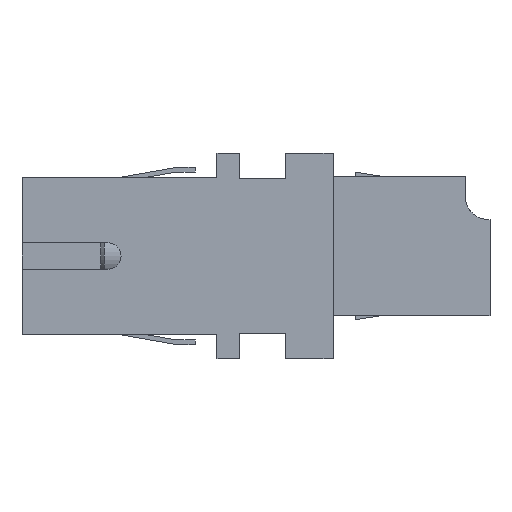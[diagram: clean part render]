
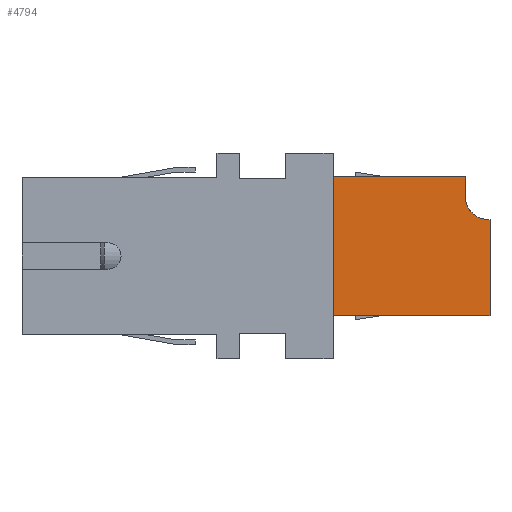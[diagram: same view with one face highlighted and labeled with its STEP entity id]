
A CAD part, left-side view. The second image highlights one B-rep face of the part: STEP entity #4794.
In plain terms, the highlighted planar face has unit normal (-1, 0, 0).
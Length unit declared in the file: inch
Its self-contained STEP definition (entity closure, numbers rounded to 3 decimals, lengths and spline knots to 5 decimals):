
#51 = DIRECTION ( 'NONE',  ( 1., 0., 0. ) ) ;
#212 = DIRECTION ( 'NONE',  ( 0., 0., -1. ) ) ;
#579 = EDGE_CURVE ( 'NONE', #2560, #4415, #3538, .T. ) ;
#618 = ORIENTED_EDGE ( 'NONE', *, *, #2751, .T. ) ;
#771 = VERTEX_POINT ( 'NONE', #4842 ) ;
#809 = VECTOR ( 'NONE', #5930, 39.37008 ) ;
#1077 = DIRECTION ( 'NONE',  ( 0., 1., 0. ) ) ;
#1194 = CARTESIAN_POINT ( 'NONE',  ( -0.14, -0.81, 0.1175 ) ) ;
#1247 = ORIENTED_EDGE ( 'NONE', *, *, #2654, .T. ) ;
#1322 = DIRECTION ( 'NONE',  ( 0., 0., -1. ) ) ;
#1362 = VERTEX_POINT ( 'NONE', #3060 ) ;
#1556 = EDGE_CURVE ( 'NONE', #2560, #2872, #6352, .T. ) ;
#1569 = CARTESIAN_POINT ( 'NONE',  ( -0.14, -0.303, 0.2575 ) ) ;
#1591 = PLANE ( 'NONE',  #5486 ) ;
#1667 = CARTESIAN_POINT ( 'NONE',  ( -0.14, -0.805, 0.1925 ) ) ;
#1862 = ORIENTED_EDGE ( 'NONE', *, *, #579, .F. ) ;
#1969 = CARTESIAN_POINT ( 'NONE',  ( -0.14, -0.73, 0.2575 ) ) ;
#2035 = VECTOR ( 'NONE', #3644, 39.37008 ) ;
#2106 = CARTESIAN_POINT ( 'NONE',  ( -0.14, -0.81, 0.2575 ) ) ;
#2304 = VERTEX_POINT ( 'NONE', #1569 ) ;
#2366 = EDGE_CURVE ( 'NONE', #3514, #2304, #5348, .T. ) ;
#2378 = EDGE_CURVE ( 'NONE', #4415, #771, #6114, .T. ) ;
#2411 = LINE ( 'NONE', #4969, #809 ) ;
#2494 = CARTESIAN_POINT ( 'NONE',  ( -0.14, -0.81, 0.2575 ) ) ;
#2560 = VERTEX_POINT ( 'NONE', #6381 ) ;
#2561 = CARTESIAN_POINT ( 'NONE',  ( -0.14, -0.81, 0.2575 ) ) ;
#2625 = CARTESIAN_POINT ( 'NONE',  ( -0.14, -0.81, -0.1925 ) ) ;
#2654 = EDGE_CURVE ( 'NONE', #2872, #1362, #5320, .T. ) ;
#2751 = EDGE_CURVE ( 'NONE', #1362, #3514, #2411, .T. ) ;
#2872 = VERTEX_POINT ( 'NONE', #2930 ) ;
#2930 = CARTESIAN_POINT ( 'NONE',  ( -0.14, -0.805, 0.1175 ) ) ;
#3060 = CARTESIAN_POINT ( 'NONE',  ( -0.14, -0.73, 0.1925 ) ) ;
#3288 = CARTESIAN_POINT ( 'NONE',  ( -0.14, -0.81, -0.1925 ) ) ;
#3499 = ORIENTED_EDGE ( 'NONE', *, *, #2378, .F. ) ;
#3514 = VERTEX_POINT ( 'NONE', #1969 ) ;
#3538 = LINE ( 'NONE', #2494, #3919 ) ;
#3644 = DIRECTION ( 'NONE',  ( 0., 1., 0. ) ) ;
#3709 = CARTESIAN_POINT ( 'NONE',  ( -0.14, -0.303, 0.2575 ) ) ;
#3867 = EDGE_CURVE ( 'NONE', #2304, #771, #4481, .T. ) ;
#3919 = VECTOR ( 'NONE', #3956, 39.37008 ) ;
#3956 = DIRECTION ( 'NONE',  ( 0., 0., -1. ) ) ;
#4075 = ORIENTED_EDGE ( 'NONE', *, *, #2366, .T. ) ;
#4415 = VERTEX_POINT ( 'NONE', #3288 ) ;
#4481 = LINE ( 'NONE', #3709, #4711 ) ;
#4622 = EDGE_LOOP ( 'NONE', ( #1862, #5695, #1247, #618, #4075, #5987, #3499 ) ) ;
#4711 = VECTOR ( 'NONE', #212, 39.37008 ) ;
#4716 = DIRECTION ( 'NONE',  ( 1., 0., 0. ) ) ;
#4794 = ADVANCED_FACE ( 'NONE', ( #6076 ), #1591, .F. ) ;
#4842 = CARTESIAN_POINT ( 'NONE',  ( -0.14, -0.303, -0.1925 ) ) ;
#4969 = CARTESIAN_POINT ( 'NONE',  ( -0.14, -0.73, 0.2575 ) ) ;
#5037 = DIRECTION ( 'NONE',  ( 0., 0., -1. ) ) ;
#5162 = DIRECTION ( 'NONE',  ( 0., 1., 0. ) ) ;
#5167 = AXIS2_PLACEMENT_3D ( 'NONE', #1667, #4716, #1322 ) ;
#5320 = CIRCLE ( 'NONE', #5167, 0.075 ) ;
#5340 = VECTOR ( 'NONE', #5162, 39.37008 ) ;
#5348 = LINE ( 'NONE', #2106, #5894 ) ;
#5486 = AXIS2_PLACEMENT_3D ( 'NONE', #2561, #51, #5037 ) ;
#5695 = ORIENTED_EDGE ( 'NONE', *, *, #1556, .T. ) ;
#5894 = VECTOR ( 'NONE', #1077, 39.37008 ) ;
#5930 = DIRECTION ( 'NONE',  ( 0., 0., 1. ) ) ;
#5987 = ORIENTED_EDGE ( 'NONE', *, *, #3867, .T. ) ;
#6076 = FACE_OUTER_BOUND ( 'NONE', #4622, .T. ) ;
#6114 = LINE ( 'NONE', #2625, #5340 ) ;
#6352 = LINE ( 'NONE', #1194, #2035 ) ;
#6381 = CARTESIAN_POINT ( 'NONE',  ( -0.14, -0.81, 0.1175 ) ) ;
